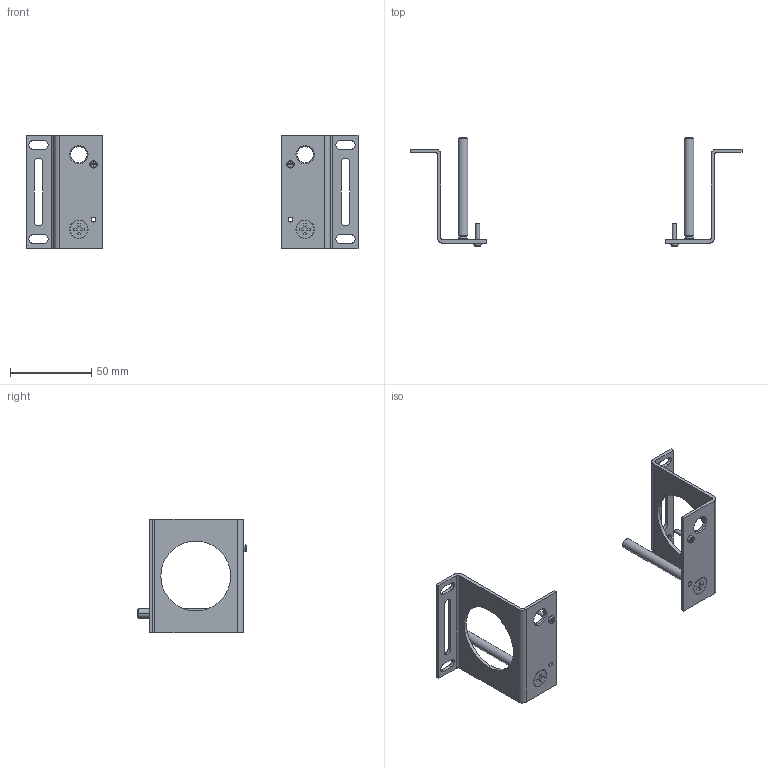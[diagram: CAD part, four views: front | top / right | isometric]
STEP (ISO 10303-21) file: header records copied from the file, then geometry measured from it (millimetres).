
FILE_DESCRIPTION (( 'STEP AP214' ), '1' );
FILE_NAME ('TAP-ACC01.step', '2017-04-05T19:58:16', ( '' ), ( '' ), 'SwSTEP 2.0', 'SolidWorks 2017', '' );
FILE_SCHEMA (( 'AUTOMOTIVE_DESIGN' ));
Length unit declared in the file: inch
Products named in the file (1): TAP-ACC01
Bounding box: 204.5 x 66.8 x 70 mm (x, y, z)
Volume: 24304.5 mm3; surface area: 26401.2 mm2
Topology: 6 solids, 6 shells, 230 faces, 600 edges, 388 vertices
Faces by surface type: plane 110, cylinder 70, cone 38, bspline 12
Entity records: 10485 total; most frequent: CARTESIAN_POINT 1591, DIRECTION 1222, ORIENTED_EDGE 1200, EDGE_CURVE 600, AXIS2_PLACEMENT_3D 427, VERTEX_POINT 388, VECTOR 368, LINE 368
